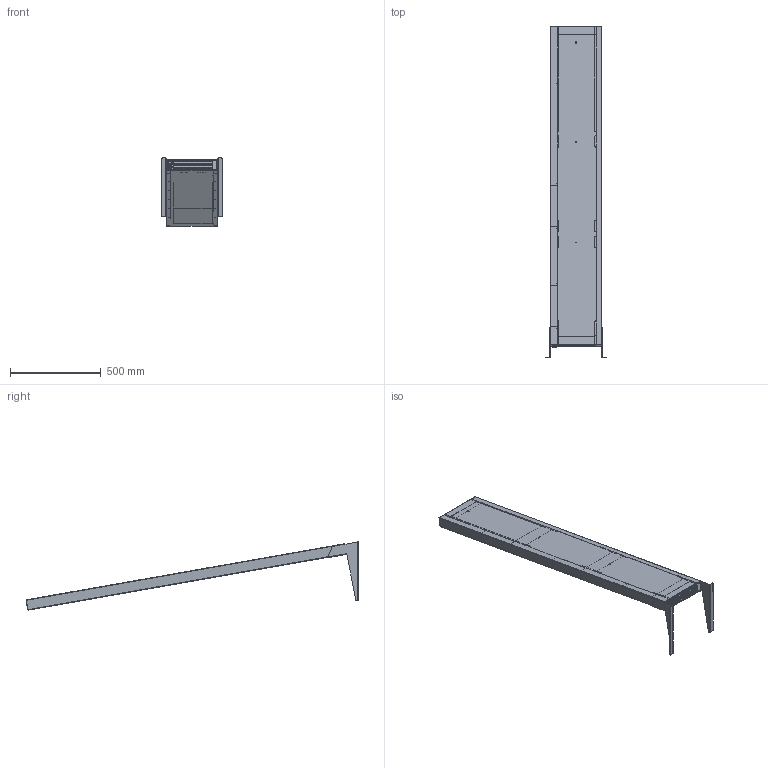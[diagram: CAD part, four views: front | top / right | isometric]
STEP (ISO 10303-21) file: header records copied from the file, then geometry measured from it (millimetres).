
FILE_DESCRIPTION(('FreeCAD Model'),'2;1');
FILE_NAME('Open CASCADE Shape Model','2025-04-29T04:30:07',('FreeCAD'),( 'FreeCAD'),'Open CASCADE STEP processor 7.6','FreeCAD','Unknown');
FILE_SCHEMA(('AUTOMOTIVE_DESIGN { 1 0 10303 214 1 1 1 1 }'));
Products named in the file (1): Open CASCADE STEP translator 7.6 1
Bounding box: 333.4 x 1827.53 x 375.21 mm (x, y, z)
Volume: 10023292.9 mm3; surface area: 6149658.8 mm2
Topology: 45 solids, 45 shells, 3095 faces, 7883 edges, 4951 vertices
Faces by surface type: bspline 3095
Entity records: 103000 total; most frequent: CARTESIAN_POINT 56209, ORIENTED_EDGE 15766, EDGE_CURVE 7883, B_SPLINE_CURVE_WITH_KNOTS 5533, VERTEX_POINT 4951, FACE_BOUND 3772, EDGE_LOOP 3772, ADVANCED_FACE 3095
